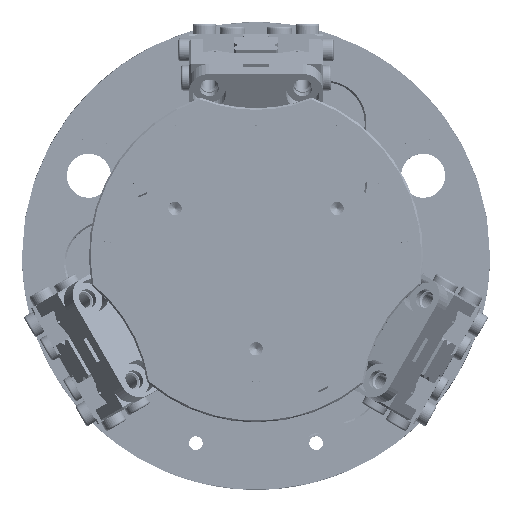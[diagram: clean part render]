
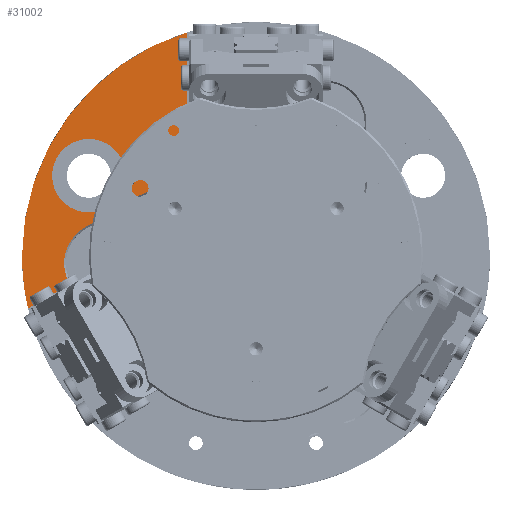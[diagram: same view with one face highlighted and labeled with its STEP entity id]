
A CAD part, top view. The second image highlights one B-rep face of the part: STEP entity #31002.
In plain terms, the highlighted planar face has unit normal (0, 0, 1).
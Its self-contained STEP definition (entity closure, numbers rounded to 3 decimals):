
#721 = CIRCLE ( 'NONE', #45492, 5.5 ) ;
#2125 = CARTESIAN_POINT ( 'NONE',  ( -30.5, 12., 7.72 ) ) ;
#2745 = DIRECTION ( 'NONE',  ( 1., 0., 0. ) ) ;
#2981 = CARTESIAN_POINT ( 'NONE',  ( 0.16, 5.83, 7.72 ) ) ;
#3115 = CARTESIAN_POINT ( 'NONE',  ( -25., 12., 7.72 ) ) ;
#3762 = ORIENTED_EDGE ( 'NONE', *, *, #40807, .T. ) ;
#3960 = AXIS2_PLACEMENT_3D ( 'NONE', #28180, #31874, #40469 ) ;
#4005 = CARTESIAN_POINT ( 'NONE',  ( 10.25, 13., 7.72 ) ) ;
#4083 = VECTOR ( 'NONE', #46015, 1000. ) ;
#4259 = CARTESIAN_POINT ( 'NONE',  ( -10.25, 33.465, 7.72 ) ) ;
#4536 = DIRECTION ( 'NONE',  ( 1., 0., 0. ) ) ;
#5785 = ORIENTED_EDGE ( 'NONE', *, *, #7174, .F. ) ;
#7141 = DIRECTION ( 'NONE',  ( 1., 0., 0. ) ) ;
#7174 = EDGE_CURVE ( 'NONE', #39508, #27473, #721, .T. ) ;
#7998 = DIRECTION ( 'NONE',  ( 0., 1., 0. ) ) ;
#8008 = CIRCLE ( 'NONE', #19883, 0.5 ) ;
#8179 = CIRCLE ( 'NONE', #46583, 16.805 ) ;
#8913 = VERTEX_POINT ( 'NONE', #52375 ) ;
#9034 = DIRECTION ( 'NONE',  ( 1., 0., 0. ) ) ;
#9065 = EDGE_CURVE ( 'NONE', #43215, #41056, #8179, .T. ) ;
#9222 = CARTESIAN_POINT ( 'NONE',  ( -9.75, 13., 7.72 ) ) ;
#9240 = DIRECTION ( 'NONE',  ( 0., 0., 1. ) ) ;
#9299 = CARTESIAN_POINT ( 'NONE',  ( -22.446, -1.123, 7.72 ) ) ;
#9979 = ORIENTED_EDGE ( 'NONE', *, *, #14419, .F. ) ;
#10479 = AXIS2_PLACEMENT_3D ( 'NONE', #53964, #54531, #18732 ) ;
#11240 = VECTOR ( 'NONE', #33675, 1000. ) ;
#12275 = ORIENTED_EDGE ( 'NONE', *, *, #44942, .F. ) ;
#13490 = LINE ( 'NONE', #26679, #56430 ) ;
#13797 = VECTOR ( 'NONE', #7998, 1000. ) ;
#13900 = CIRCLE ( 'NONE', #21239, 35. ) ;
#14165 = ORIENTED_EDGE ( 'NONE', *, *, #33501, .T. ) ;
#14419 = EDGE_CURVE ( 'NONE', #27473, #39508, #24770, .T. ) ;
#14916 = ORIENTED_EDGE ( 'NONE', *, *, #50902, .T. ) ;
#15145 = CIRCLE ( 'NONE', #48965, 35. ) ;
#15171 = CIRCLE ( 'NONE', #50899, 6.25 ) ;
#15228 = EDGE_CURVE ( 'NONE', #52964, #39775, #45028, .T. ) ;
#15342 = CARTESIAN_POINT ( 'NONE',  ( -34.107, -7.856, 7.72 ) ) ;
#16489 = LINE ( 'NONE', #34229, #11240 ) ;
#16692 = DIRECTION ( 'NONE',  ( 1., 0., 0. ) ) ;
#17002 = CARTESIAN_POINT ( 'NONE',  ( 5.433, 2.119, 7.72 ) ) ;
#18249 = DIRECTION ( 'NONE',  ( 1., 0., 0. ) ) ;
#18370 = EDGE_CURVE ( 'NONE', #39048, #21511, #28268, .T. ) ;
#18732 = DIRECTION ( 'NONE',  ( 1., 0., 0. ) ) ;
#18885 = CARTESIAN_POINT ( 'NONE',  ( -25.352, 4.41, 7.72 ) ) ;
#19325 = EDGE_LOOP ( 'NONE', ( #9979, #5785 ) ) ;
#19883 = AXIS2_PLACEMENT_3D ( 'NONE', #21960, #48861, #4536 ) ;
#20351 = AXIS2_PLACEMENT_3D ( 'NONE', #43881, #9240, #27550 ) ;
#20833 = CARTESIAN_POINT ( 'NONE',  ( 0., 0., 7.72 ) ) ;
#21113 = AXIS2_PLACEMENT_3D ( 'NONE', #3115, #51783, #46627 ) ;
#21239 = AXIS2_PLACEMENT_3D ( 'NONE', #44178, #31001, #16692 ) ;
#21511 = VERTEX_POINT ( 'NONE', #37946 ) ;
#21526 = EDGE_CURVE ( 'NONE', #39775, #22134, #16489, .T. ) ;
#21718 = CARTESIAN_POINT ( 'NONE',  ( -25., 12., 7.72 ) ) ;
#21960 = CARTESIAN_POINT ( 'NONE',  ( -10.25, 13., 7.72 ) ) ;
#22134 = VERTEX_POINT ( 'NONE', #48490 ) ;
#22219 = ORIENTED_EDGE ( 'NONE', *, *, #43515, .T. ) ;
#23502 = ORIENTED_EDGE ( 'NONE', *, *, #51596, .F. ) ;
#23503 = CIRCLE ( 'NONE', #55480, 0.5 ) ;
#24115 = CARTESIAN_POINT ( 'NONE',  ( -10.25, 33.465, 7.72 ) ) ;
#24569 = DIRECTION ( 'NONE',  ( 0., 0., -1. ) ) ;
#24597 = VERTEX_POINT ( 'NONE', #9222 ) ;
#24637 = ORIENTED_EDGE ( 'NONE', *, *, #26766, .F. ) ;
#24645 = VERTEX_POINT ( 'NONE', #53570 ) ;
#24770 = CIRCLE ( 'NONE', #21113, 5.5 ) ;
#24943 = EDGE_LOOP ( 'NONE', ( #26077, #25020, #22219, #25966, #12275, #32215, #35911, #23502, #29207, #24637, #52831, #3762, #14916, #14165 ) ) ;
#25020 = ORIENTED_EDGE ( 'NONE', *, *, #25497, .T. ) ;
#25497 = EDGE_CURVE ( 'NONE', #21511, #42791, #15171, .T. ) ;
#25641 = CARTESIAN_POINT ( 'NONE',  ( -10.25, 13., 7.72 ) ) ;
#25966 = ORIENTED_EDGE ( 'NONE', *, *, #9065, .T. ) ;
#25987 = LINE ( 'NONE', #4259, #13797 ) ;
#26077 = ORIENTED_EDGE ( 'NONE', *, *, #18370, .T. ) ;
#26169 = CARTESIAN_POINT ( 'NONE',  ( 9.75, 13., 7.72 ) ) ;
#26679 = CARTESIAN_POINT ( 'NONE',  ( -10.25, 13., 7.72 ) ) ;
#26766 = EDGE_CURVE ( 'NONE', #34096, #24597, #23503, .T. ) ;
#27473 = VERTEX_POINT ( 'NONE', #44634 ) ;
#27550 = DIRECTION ( 'NONE',  ( 1., 0., 0. ) ) ;
#27731 = AXIS2_PLACEMENT_3D ( 'NONE', #20833, #46342, #7141 ) ;
#28180 = CARTESIAN_POINT ( 'NONE',  ( -39.186, 30.747, 7.72 ) ) ;
#28268 = LINE ( 'NONE', #15342, #4083 ) ;
#29207 = ORIENTED_EDGE ( 'NONE', *, *, #35980, .T. ) ;
#29426 = PLANE ( 'NONE',  #27731 ) ;
#31001 = DIRECTION ( 'NONE',  ( 0., 0., 1. ) ) ;
#31002 = ADVANCED_FACE ( 'NONE', ( #46607, #37134 ), #29426, .T. ) ;
#31309 = DIRECTION ( 'NONE',  ( 0., 0., -1. ) ) ;
#31874 = DIRECTION ( 'NONE',  ( 0., 0., 1. ) ) ;
#32215 = ORIENTED_EDGE ( 'NONE', *, *, #15228, .T. ) ;
#33501 = EDGE_CURVE ( 'NONE', #24645, #39048, #15145, .T. ) ;
#33675 = DIRECTION ( 'NONE',  ( 0., -1., 0. ) ) ;
#33691 = VERTEX_POINT ( 'NONE', #26169 ) ;
#34049 = CIRCLE ( 'NONE', #50563, 0.5 ) ;
#34078 = CIRCLE ( 'NONE', #3960, 29.75 ) ;
#34096 = VERTEX_POINT ( 'NONE', #41750 ) ;
#34229 = CARTESIAN_POINT ( 'NONE',  ( 10.25, 33.465, 7.72 ) ) ;
#34231 = CIRCLE ( 'NONE', #10479, 5.832 ) ;
#34395 = CARTESIAN_POINT ( 'NONE',  ( 10.25, 19.546, 7.72 ) ) ;
#34530 = CARTESIAN_POINT ( 'NONE',  ( -34.107, -7.856, 7.72 ) ) ;
#35164 = DIRECTION ( 'NONE',  ( 0., 0., 1. ) ) ;
#35911 = ORIENTED_EDGE ( 'NONE', *, *, #21526, .T. ) ;
#35980 = EDGE_CURVE ( 'NONE', #33691, #24597, #13490, .T. ) ;
#36270 = CARTESIAN_POINT ( 'NONE',  ( -21.34, 6.945, 7.72 ) ) ;
#36845 = DIRECTION ( 'NONE',  ( 1., 0., 0. ) ) ;
#37134 = FACE_BOUND ( 'NONE', #19325, .T. ) ;
#37946 = CARTESIAN_POINT ( 'NONE',  ( -27.858, -4.248, 7.72 ) ) ;
#39048 = VERTEX_POINT ( 'NONE', #34530 ) ;
#39508 = VERTEX_POINT ( 'NONE', #2125 ) ;
#39775 = VERTEX_POINT ( 'NONE', #34395 ) ;
#40008 = DIRECTION ( 'NONE',  ( 0., 0., 1. ) ) ;
#40400 = DIRECTION ( 'NONE',  ( -1., 0., 0. ) ) ;
#40469 = DIRECTION ( 'NONE',  ( 1., 0., 0. ) ) ;
#40807 = EDGE_CURVE ( 'NONE', #8913, #55436, #25987, .T. ) ;
#41056 = VERTEX_POINT ( 'NONE', #2981 ) ;
#41750 = CARTESIAN_POINT ( 'NONE',  ( -10.75, 13., 7.72 ) ) ;
#42791 = VERTEX_POINT ( 'NONE', #18885 ) ;
#43215 = VERTEX_POINT ( 'NONE', #36270 ) ;
#43515 = EDGE_CURVE ( 'NONE', #42791, #43215, #34078, .T. ) ;
#43675 = DIRECTION ( 'NONE',  ( 0., 0., 1. ) ) ;
#43881 = CARTESIAN_POINT ( 'NONE',  ( 0., 13., 7.72 ) ) ;
#44178 = CARTESIAN_POINT ( 'NONE',  ( 0., 0., 7.72 ) ) ;
#44634 = CARTESIAN_POINT ( 'NONE',  ( -19.5, 12., 7.72 ) ) ;
#44942 = EDGE_CURVE ( 'NONE', #52964, #41056, #34231, .T. ) ;
#45028 = CIRCLE ( 'NONE', #20351, 12.162 ) ;
#45183 = DIRECTION ( 'NONE',  ( 1., 0., 0. ) ) ;
#45492 = AXIS2_PLACEMENT_3D ( 'NONE', #21718, #40008, #18249 ) ;
#46015 = DIRECTION ( 'NONE',  ( 0.866, 0.5, 0. ) ) ;
#46342 = DIRECTION ( 'NONE',  ( 0., 0., 1. ) ) ;
#46583 = AXIS2_PLACEMENT_3D ( 'NONE', #55166, #24569, #36845 ) ;
#46607 = FACE_OUTER_BOUND ( 'NONE', #24943, .T. ) ;
#46627 = DIRECTION ( 'NONE',  ( 1., 0., 0. ) ) ;
#46844 = DIRECTION ( 'NONE',  ( 1., 0., 0. ) ) ;
#48419 = EDGE_CURVE ( 'NONE', #8913, #34096, #8008, .T. ) ;
#48490 = CARTESIAN_POINT ( 'NONE',  ( 10.25, 13.5, 7.72 ) ) ;
#48861 = DIRECTION ( 'NONE',  ( 0., 0., 1. ) ) ;
#48965 = AXIS2_PLACEMENT_3D ( 'NONE', #54271, #54825, #2745 ) ;
#50563 = AXIS2_PLACEMENT_3D ( 'NONE', #4005, #35164, #45183 ) ;
#50899 = AXIS2_PLACEMENT_3D ( 'NONE', #9299, #31309, #9034 ) ;
#50902 = EDGE_CURVE ( 'NONE', #55436, #24645, #13900, .T. ) ;
#51596 = EDGE_CURVE ( 'NONE', #33691, #22134, #34049, .T. ) ;
#51783 = DIRECTION ( 'NONE',  ( 0., 0., 1. ) ) ;
#52375 = CARTESIAN_POINT ( 'NONE',  ( -10.25, 13.5, 7.72 ) ) ;
#52831 = ORIENTED_EDGE ( 'NONE', *, *, #48419, .F. ) ;
#52964 = VERTEX_POINT ( 'NONE', #17002 ) ;
#53570 = CARTESIAN_POINT ( 'NONE',  ( -35., 0., 7.72 ) ) ;
#53964 = CARTESIAN_POINT ( 'NONE',  ( 0., 0., 7.72 ) ) ;
#54271 = CARTESIAN_POINT ( 'NONE',  ( 0., 0., 7.72 ) ) ;
#54531 = DIRECTION ( 'NONE',  ( 0., 0., 1. ) ) ;
#54825 = DIRECTION ( 'NONE',  ( 0., 0., 1. ) ) ;
#55166 = CARTESIAN_POINT ( 'NONE',  ( -11.258, -6.5, 7.72 ) ) ;
#55436 = VERTEX_POINT ( 'NONE', #24115 ) ;
#55480 = AXIS2_PLACEMENT_3D ( 'NONE', #25641, #43675, #46844 ) ;
#56430 = VECTOR ( 'NONE', #40400, 1000. ) ;
